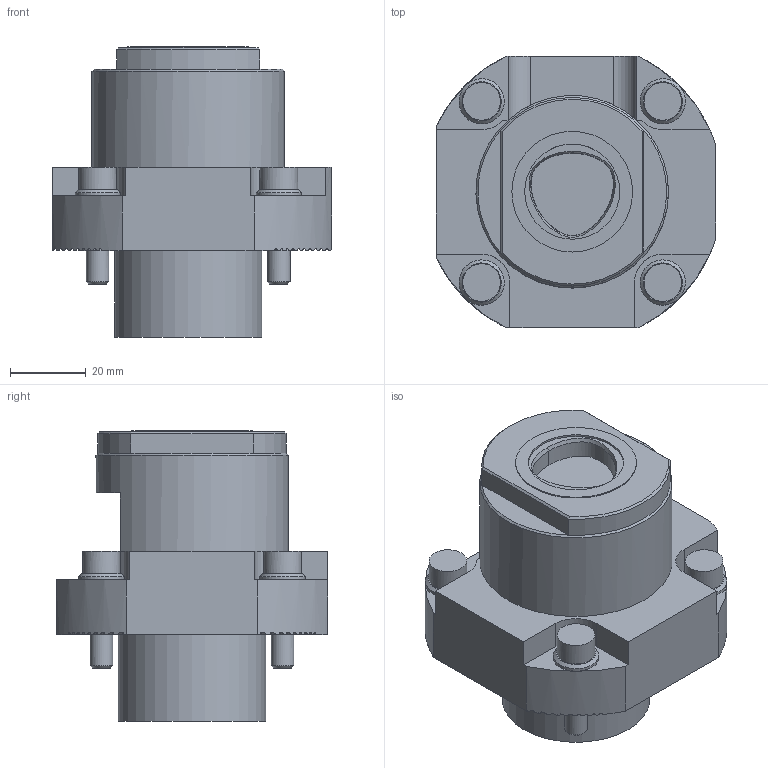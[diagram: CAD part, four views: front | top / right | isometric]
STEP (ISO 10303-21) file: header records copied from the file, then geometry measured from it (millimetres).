
FILE_DESCRIPTION(/* description */ (''),/* implementation_level */ '2;1');
FILE_NAME(/* name */ 'W9990964_stp.stp',/* time_stamp */ '2016-01-27T08:22:57+01:00',/* author */ (''),/* organization */ (''),/* preprocessor_version */ 'ST-DEVELOPER v15',/* originating_system */ 'SIEMENS PLM Software NX 9.0',/* authorisation */ '');
FILE_SCHEMA (('AUTOMOTIVE_DESIGN { 1 0 10303 214 3 1 1 1 }'));
Length unit declared in the file: millimetre
Products named in the file (1): reic253C775Cllz6
Bounding box: 74 x 72 x 77 mm (x, y, z)
Volume: 177390 mm3; surface area: 25311 mm2
Topology: 1 solids, 1 shells, 242 faces, 635 edges, 419 vertices
Faces by surface type: plane 126, cylinder 99, cone 11, bspline 6
Full cylindrical faces by diameter (mm): 6 x4, 10 x4, 12 x4, 25.2 x1, 32 x1, 39 x1, 51 x1
Entity records: 8706 total; most frequent: CARTESIAN_POINT 2763, DIRECTION 1280, ORIENTED_EDGE 1200, EDGE_CURVE 600, AXIS2_PLACEMENT_3D 528, VERTEX_POINT 409, EDGE_LOOP 291, ADVANCED_FACE 242
